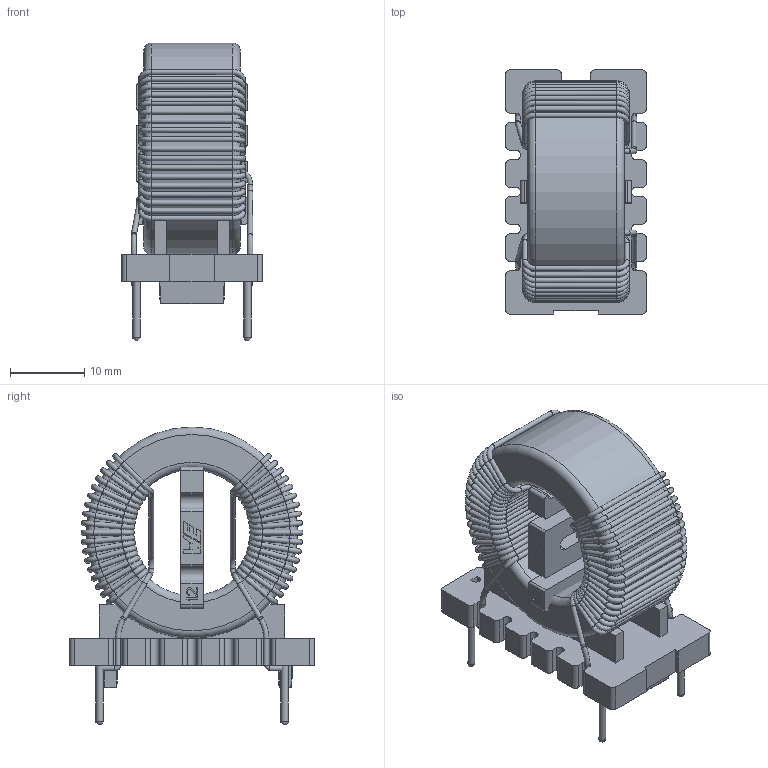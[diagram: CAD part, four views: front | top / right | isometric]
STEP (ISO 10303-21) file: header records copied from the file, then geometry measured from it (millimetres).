
FILE_DESCRIPTION(('STEP AP214'),'1');
FILE_NAME('L_Wurth_WE-CMBNC-TypeXL_7448050490.step','2025-04-07T03:38:52',(' '),('ANSOFT Corporation'),'Spatial InterOp 3D',' ',' ');
FILE_SCHEMA(('AUTOMOTIVE_DESIGN { 1 0 10303 214 1 1 1 1 }'));
Length unit declared in the file: millimetre
Products named in the file (1): spacertypexl
Bounding box: 19 x 33 x 40.2 mm (x, y, z)
Volume: 8853 mm3; surface area: 8825.9 mm2
Topology: 5 solids, 5 shells, 610 faces, 1475 edges, 883 vertices
Faces by surface type: cylinder 245, plane 183, torus 134, bspline 36, sphere 12
Full cylindrical faces by diameter (mm): 0.7 x158, 1 x12, 17 x1, 28.5 x1
Entity records: 30220 total; most frequent: CARTESIAN_POINT 11407, DIRECTION 2566, ORIENTED_EDGE 2104, EDGE_CURVE 1052, AXIS2_PLACEMENT_3D 1015, EDGE_LOOP 974, FACE_OUTER_BOUND 948, STYLED_ITEM 933
